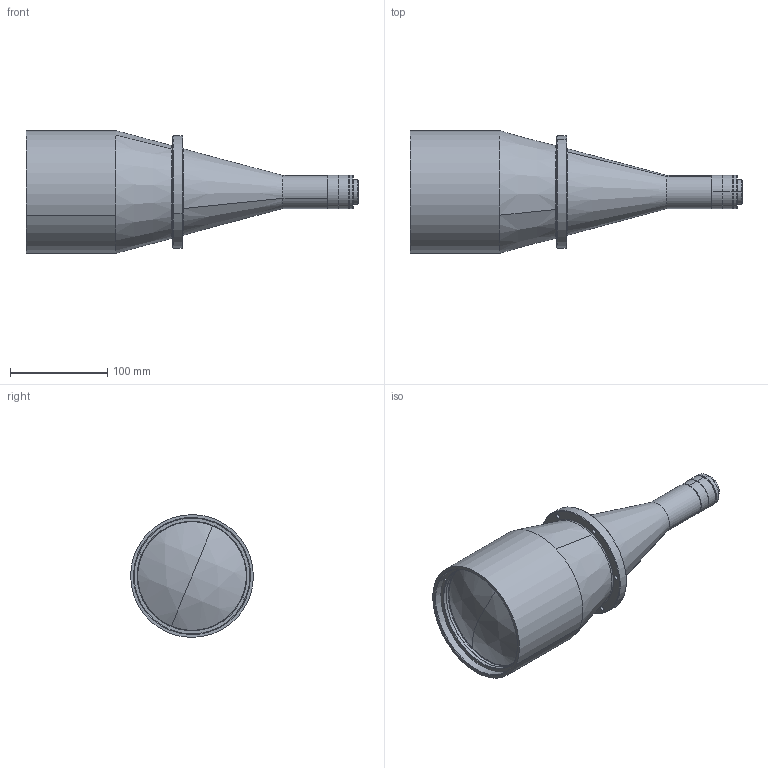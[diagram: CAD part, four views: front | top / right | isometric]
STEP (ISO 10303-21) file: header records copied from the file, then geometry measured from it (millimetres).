
FILE_DESCRIPTION (( 'STEP AP214' ), '1' );
FILE_NAME ('TTL9.5-105-160C.STEP', '2023-05-12T05:43:43', ( '' ), ( '' ), 'SwSTEP 2.0', 'SolidWorks 2022', '' );
FILE_SCHEMA (( 'AUTOMOTIVE_DESIGN' ));
Length unit declared in the file: millimetre
Products named in the file (1): TTL9.5-105-160C
Bounding box: 340.84 x 125.9 x 125.9 mm (x, y, z)
Volume: 744351 mm3; surface area: 245618.4 mm2
Topology: 23 solids, 23 shells, 452 faces, 969 edges, 600 vertices
Faces by surface type: cylinder 178, cone 124, plane 100, bspline 50
Entity records: 19465 total; most frequent: CARTESIAN_POINT 4148, DIRECTION 2308, ORIENTED_EDGE 1938, AXIS2_PLACEMENT_3D 982, EDGE_CURVE 969, VERTEX_POINT 600, CIRCLE 579, EDGE_LOOP 539
